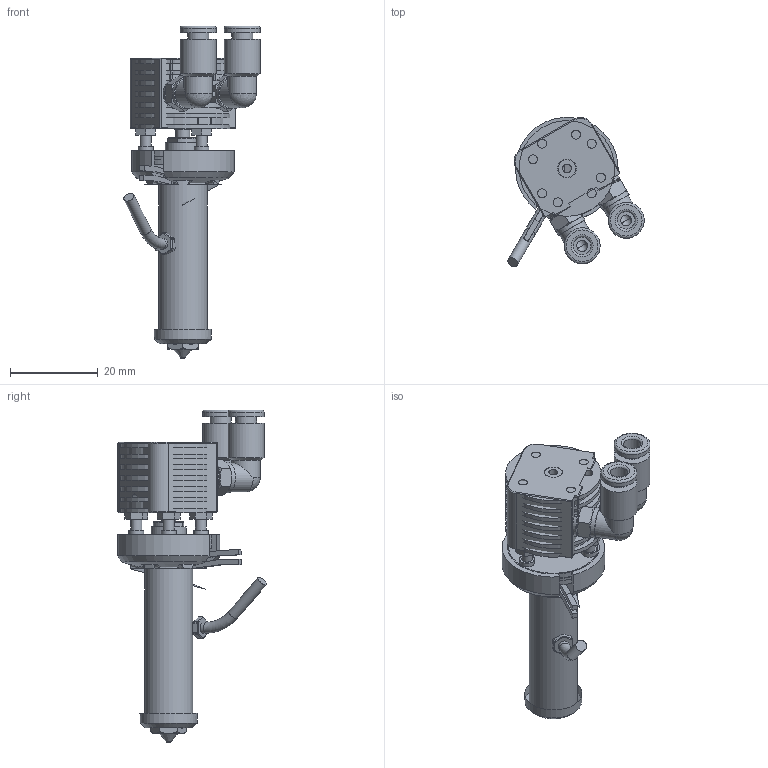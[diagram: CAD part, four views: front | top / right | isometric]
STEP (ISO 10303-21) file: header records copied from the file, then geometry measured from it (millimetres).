
FILE_DESCRIPTION(/* description */ (''),/* implementation_level */ '2;1');
FILE_NAME(/* name */ 'Goliath.step',/* time_stamp */ '2024-04-07T20:14:22-06:00',/* author */ (''),/* organization */ (''),/* preprocessor_version */ 'ST-DEVELOPER v20',/* originating_system */ 'Autodesk Translation Framework v12.20.1.177',/* authorisation */ '');
FILE_SCHEMA (('AUTOMOTIVE_DESIGN { 1 0 10303 214 3 1 1 }'));
Length unit declared in the file: millimetre
Products named in the file (9): Goliath; Goliath Air cooled; HotParts; Heat Break WC; Standoff; Heater Block; Silicone Sock; V6 Nozzle; Goliath Water cooled
Assembly tree (10 placements, depth 3):
  Goliath
    Goliath Air cooled
    HotParts
      Standoff  x3
      Heat Break WC
      Heater Block
      Silicone Sock
      V6 Nozzle
    Goliath Water cooled
Bounding box: 31.1 x 33.96 x 75.65 mm (x, y, z)
Volume: 19256 mm3; surface area: 19093.6 mm2
Topology: 18 solids, 18 shells, 502 faces, 1124 edges, 698 vertices
Faces by surface type: plane 195, cylinder 169, cone 71, bspline 26, torus 25, sphere 16
Full cylindrical faces by diameter (mm): 0.4 x1, 1.623 x6, 2 x6, 2.075 x8, 2.2 x9, 2.43 x3, 2.5 x7, 2.529 x1, 3.15 x1, 3.385 x3, 3.961 x6, 4 x4, 4.1 x1, 4.3 x1, 4.8 x2, 5 x5, 5.035 x2, 5.884 x2, 6.5 x4, 6.94 x1, 7 x3, 7.05 x2, 8 x1, 8.2 x4, 8.89 x1, 10 x5, 11 x1, 19.4 x2, 20.385 x1, 20.9 x1
Entity records: 16264 total; most frequent: CARTESIAN_POINT 5424, DIRECTION 2215, ORIENTED_EDGE 2104, EDGE_CURVE 1052, AXIS2_PLACEMENT_3D 913, VERTEX_POINT 656, EDGE_LOOP 576, FACE_OUTER_BOUND 470
